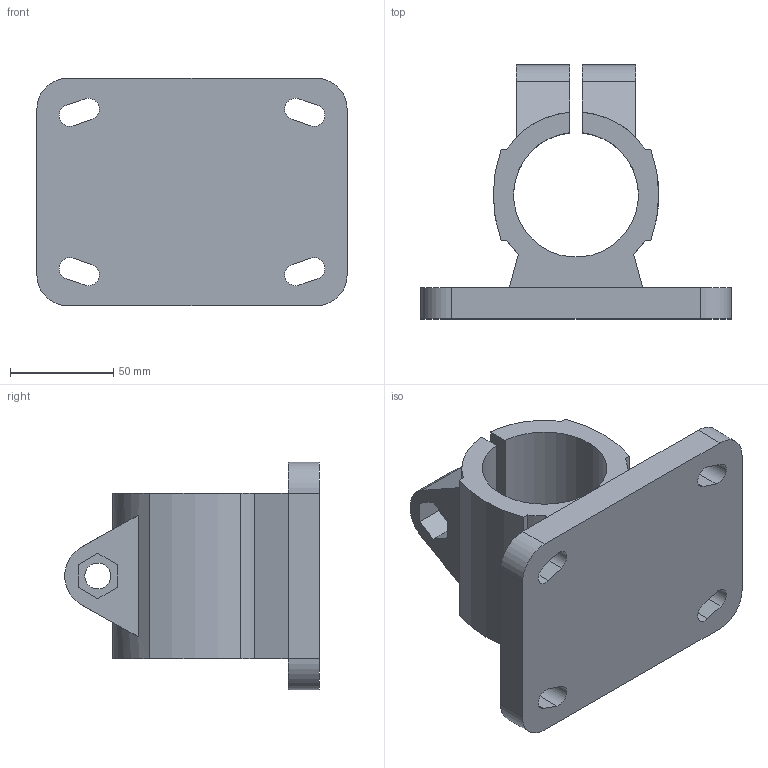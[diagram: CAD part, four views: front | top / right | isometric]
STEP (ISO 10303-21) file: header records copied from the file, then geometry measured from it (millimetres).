
FILE_DESCRIPTION((''),'2;1');
FILE_NAME('Angled base clamp.stp','2006-10-19T17:45:37',('Johan'),(''),'Autodesk Inventor 10','Autodesk Inventor 10','');
FILE_SCHEMA(('AUTOMOTIVE_DESIGN { 1 0 10303 214 1 1 1 1 }'));
Length unit declared in the file: millimetre
Products named in the file (1): Fot vinklad - extern
Bounding box: 150 x 122.95 x 110 mm (x, y, z)
Volume: 487805.1 mm3; surface area: 83738.1 mm2
Topology: 1 solids, 1 shells, 69 faces, 190 edges, 127 vertices
Faces by surface type: plane 45, cylinder 24
Full cylindrical faces by diameter (mm): 12.5 x2, 20 x1
Entity records: 2297 total; most frequent: CARTESIAN_POINT 450, DIRECTION 376, ORIENTED_EDGE 374, EDGE_CURVE 187, VECTOR 134, LINE 134, VERTEX_POINT 127, AXIS2_PLACEMENT_3D 121
